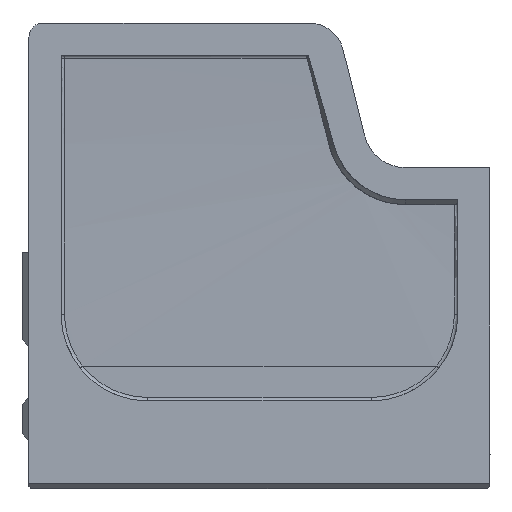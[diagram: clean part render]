
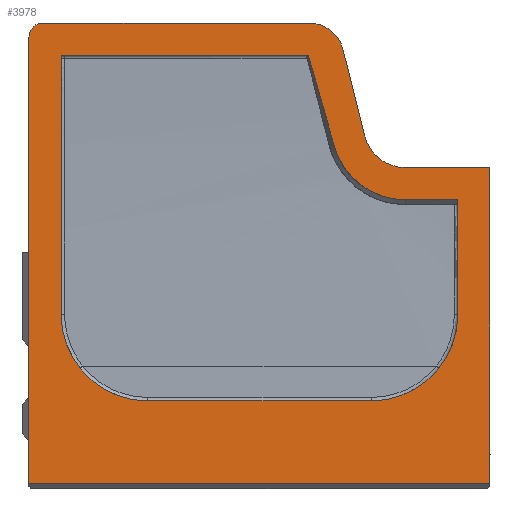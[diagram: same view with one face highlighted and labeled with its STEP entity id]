
A CAD part, front view. The second image highlights one B-rep face of the part: STEP entity #3978.
In plain terms, the highlighted planar face has unit normal (0, -1, 0).
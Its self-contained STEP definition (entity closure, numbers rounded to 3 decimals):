
#54=FACE_BOUND('',#563,.T.);
#148=PLANE('',#4324);
#333=FACE_OUTER_BOUND('',#562,.T.);
#562=EDGE_LOOP('',(#3341,#3342,#3343,#3344,#3345,#3346,#3347,#3348,#3349));
#563=EDGE_LOOP('',(#3350,#3351,#3352,#3353,#3354,#3355,#3356,#3357,#3358,
#3359,#3360,#3361,#3362));
#706=B_SPLINE_CURVE_WITH_KNOTS('',3,(#7245,#7246,#7247,#7248,#7249,#7250),
 .UNSPECIFIED.,.F.,.F.,(4,2,4),(0.,0.603,1.206),
 .UNSPECIFIED.);
#999=LINE('',#7205,#1384);
#1003=LINE('',#7219,#1388);
#1004=LINE('',#7223,#1389);
#1005=LINE('',#7227,#1390);
#1006=LINE('',#7231,#1391);
#1007=LINE('',#7232,#1392);
#1008=LINE('',#7233,#1393);
#1009=LINE('',#7235,#1394);
#1010=LINE('',#7237,#1395);
#1011=LINE('',#7241,#1396);
#1012=LINE('',#7243,#1397);
#1013=LINE('',#7252,#1398);
#1014=LINE('',#7256,#1399);
#1015=LINE('',#7257,#1400);
#1384=VECTOR('',#5240,10.);
#1388=VECTOR('',#5254,10.);
#1389=VECTOR('',#5257,1.);
#1390=VECTOR('',#5260,1.);
#1391=VECTOR('',#5263,10.);
#1392=VECTOR('',#5264,10.);
#1393=VECTOR('',#5265,1.);
#1394=VECTOR('',#5266,1.);
#1395=VECTOR('',#5267,1.);
#1396=VECTOR('',#5270,1.);
#1397=VECTOR('',#5271,1.);
#1398=VECTOR('',#5272,1.);
#1399=VECTOR('',#5275,10.);
#1400=VECTOR('',#5276,10.);
#1562=CIRCLE('',#4299,12.4);
#1571=CIRCLE('',#4312,12.4);
#1580=CIRCLE('',#4325,6.);
#1581=CIRCLE('',#4326,5.);
#1582=CIRCLE('',#4327,2.);
#1583=CIRCLE('',#4328,0.4);
#1584=CIRCLE('',#4329,10.6);
#1869=VERTEX_POINT('',#6644);
#1870=VERTEX_POINT('',#6646);
#1888=VERTEX_POINT('',#7176);
#1889=VERTEX_POINT('',#7177);
#1899=VERTEX_POINT('',#7202);
#1900=VERTEX_POINT('',#7204);
#1905=VERTEX_POINT('',#7218);
#1906=VERTEX_POINT('',#7220);
#1907=VERTEX_POINT('',#7222);
#1908=VERTEX_POINT('',#7224);
#1909=VERTEX_POINT('',#7226);
#1910=VERTEX_POINT('',#7228);
#1911=VERTEX_POINT('',#7230);
#1912=VERTEX_POINT('',#7234);
#1913=VERTEX_POINT('',#7236);
#1914=VERTEX_POINT('',#7238);
#1915=VERTEX_POINT('',#7240);
#1916=VERTEX_POINT('',#7242);
#1917=VERTEX_POINT('',#7244);
#1918=VERTEX_POINT('',#7251);
#1919=VERTEX_POINT('',#7253);
#1920=VERTEX_POINT('',#7255);
#2382=EDGE_CURVE('',#1870,#1869,#1562,.T.);
#2404=EDGE_CURVE('',#1888,#1889,#1571,.T.);
#2418=EDGE_CURVE('',#1900,#1899,#999,.T.);
#2425=EDGE_CURVE('',#1905,#1899,#1003,.T.);
#2426=EDGE_CURVE('',#1905,#1906,#1580,.T.);
#2427=EDGE_CURVE('',#1906,#1907,#1004,.T.);
#2428=EDGE_CURVE('',#1908,#1907,#1581,.T.);
#2429=EDGE_CURVE('',#1908,#1909,#1005,.T.);
#2430=EDGE_CURVE('',#1910,#1909,#1582,.T.);
#2431=EDGE_CURVE('',#1910,#1911,#1006,.T.);
#2432=EDGE_CURVE('',#1911,#1900,#1007,.T.);
#2433=EDGE_CURVE('',#1869,#1889,#1008,.T.);
#2434=EDGE_CURVE('',#1888,#1912,#1009,.T.);
#2435=EDGE_CURVE('',#1913,#1912,#1010,.T.);
#2436=EDGE_CURVE('',#1913,#1914,#1583,.T.);
#2437=EDGE_CURVE('',#1915,#1914,#1011,.T.);
#2438=EDGE_CURVE('',#1915,#1916,#1012,.T.);
#2439=EDGE_CURVE('',#1917,#1916,#706,.T.);
#2440=EDGE_CURVE('',#1918,#1917,#1013,.T.);
#2441=EDGE_CURVE('',#1919,#1918,#1584,.T.);
#2442=EDGE_CURVE('',#1920,#1919,#1014,.T.);
#2443=EDGE_CURVE('',#1870,#1920,#1015,.T.);
#3341=ORIENTED_EDGE('',*,*,#2418,.T.);
#3342=ORIENTED_EDGE('',*,*,#2425,.F.);
#3343=ORIENTED_EDGE('',*,*,#2426,.T.);
#3344=ORIENTED_EDGE('',*,*,#2427,.T.);
#3345=ORIENTED_EDGE('',*,*,#2428,.F.);
#3346=ORIENTED_EDGE('',*,*,#2429,.T.);
#3347=ORIENTED_EDGE('',*,*,#2430,.F.);
#3348=ORIENTED_EDGE('',*,*,#2431,.T.);
#3349=ORIENTED_EDGE('',*,*,#2432,.T.);
#3350=ORIENTED_EDGE('',*,*,#2382,.T.);
#3351=ORIENTED_EDGE('',*,*,#2433,.T.);
#3352=ORIENTED_EDGE('',*,*,#2404,.F.);
#3353=ORIENTED_EDGE('',*,*,#2434,.T.);
#3354=ORIENTED_EDGE('',*,*,#2435,.F.);
#3355=ORIENTED_EDGE('',*,*,#2436,.T.);
#3356=ORIENTED_EDGE('',*,*,#2437,.F.);
#3357=ORIENTED_EDGE('',*,*,#2438,.T.);
#3358=ORIENTED_EDGE('',*,*,#2439,.F.);
#3359=ORIENTED_EDGE('',*,*,#2440,.F.);
#3360=ORIENTED_EDGE('',*,*,#2441,.F.);
#3361=ORIENTED_EDGE('',*,*,#2442,.F.);
#3362=ORIENTED_EDGE('',*,*,#2443,.F.);
#3978=ADVANCED_FACE('',(#333,#54),#148,.F.);
#4299=AXIS2_PLACEMENT_3D('',#6647,#5186,#5187);
#4312=AXIS2_PLACEMENT_3D('',#7178,#5216,#5217);
#4324=AXIS2_PLACEMENT_3D('',#7217,#5252,#5253);
#4325=AXIS2_PLACEMENT_3D('',#7221,#5255,#5256);
#4326=AXIS2_PLACEMENT_3D('',#7225,#5258,#5259);
#4327=AXIS2_PLACEMENT_3D('',#7229,#5261,#5262);
#4328=AXIS2_PLACEMENT_3D('',#7239,#5268,#5269);
#4329=AXIS2_PLACEMENT_3D('',#7254,#5273,#5274);
#5186=DIRECTION('center_axis',(0.,1.,0.));
#5187=DIRECTION('ref_axis',(-1.,0.,0.));
#5216=DIRECTION('center_axis',(0.,-1.,0.));
#5217=DIRECTION('ref_axis',(-1.,0.,0.));
#5240=DIRECTION('',(0.,0.,1.));
#5252=DIRECTION('center_axis',(0.,1.,0.));
#5253=DIRECTION('ref_axis',(0.,0.,
1.));
#5254=DIRECTION('',(1.,0.,0.));
#5255=DIRECTION('center_axis',(0.,1.,0.));
#5256=DIRECTION('ref_axis',(-1.,0.,0.));
#5257=DIRECTION('',(-0.244,0.,0.97));
#5258=DIRECTION('center_axis',(0.,1.,0.));
#5259=DIRECTION('ref_axis',(-1.,0.,0.));
#5260=DIRECTION('',(-1.,0.,0.));
#5261=DIRECTION('center_axis',(0.,1.,0.));
#5262=DIRECTION('ref_axis',(-1.,0.,0.));
#5263=DIRECTION('',(0.,0.,-1.));
#5264=DIRECTION('',(1.,0.,0.));
#5265=DIRECTION('',(-1.,0.,0.));
#5266=DIRECTION('',(0.,0.,1.));
#5267=DIRECTION('',(0.,0.,-1.));
#5268=DIRECTION('center_axis',(0.,1.,0.));
#5269=DIRECTION('ref_axis',(-1.,0.,0.));
#5270=DIRECTION('',(-1.,0.,0.));
#5271=DIRECTION('',(0.28,0.,-0.96));
#5272=DIRECTION('',(-0.244,0.,0.97));
#5273=DIRECTION('center_axis',(0.,1.,0.));
#5274=DIRECTION('ref_axis',(-1.,0.,0.));
#5275=DIRECTION('',(-1.,0.,0.));
#5276=DIRECTION('',(0.,0.,1.));
#6644=CARTESIAN_POINT('',(171.22,-23.167,666.2));
#6646=CARTESIAN_POINT('',(183.62,-23.167,678.6));
#6647=CARTESIAN_POINT('Origin',(171.22,-23.167,678.6));
#7176=CARTESIAN_POINT('',(126.82,-23.167,678.6));
#7177=CARTESIAN_POINT('',(139.22,-23.167,666.2));
#7178=CARTESIAN_POINT('Origin',(139.22,-23.167,678.6));
#7202=CARTESIAN_POINT('',(188.22,-23.167,699.6));
#7204=CARTESIAN_POINT('',(188.22,-23.167,654.4));
#7205=CARTESIAN_POINT('',(188.22,-23.167,685.732));
#7217=CARTESIAN_POINT('Origin',(153.388,-23.167,684.692));
#7218=CARTESIAN_POINT('',(176.107,-23.167,699.6));
#7219=CARTESIAN_POINT('',(170.804,-23.167,699.6));
#7220=CARTESIAN_POINT('',(170.288,-23.167,704.136));
#7221=CARTESIAN_POINT('Origin',(176.107,-23.167,705.6));
#7222=CARTESIAN_POINT('',(167.171,-23.167,716.52));
#7223=CARTESIAN_POINT('',(170.288,-23.167,704.136));
#7224=CARTESIAN_POINT('',(162.322,-23.167,720.3));
#7225=CARTESIAN_POINT('Origin',(162.323,-23.167,715.3));
#7226=CARTESIAN_POINT('',(124.22,-23.167,720.3));
#7227=CARTESIAN_POINT('',(162.322,-23.167,720.3));
#7228=CARTESIAN_POINT('',(122.22,-23.167,718.3));
#7229=CARTESIAN_POINT('Origin',(124.22,-23.167,718.3));
#7230=CARTESIAN_POINT('',(122.22,-23.167,654.4));
#7231=CARTESIAN_POINT('',(122.22,-23.167,669.346));
#7232=CARTESIAN_POINT('',(137.804,-23.167,654.4));
#7233=CARTESIAN_POINT('',(171.22,-23.167,666.2));
#7234=CARTESIAN_POINT('',(126.82,-23.167,695.));
#7235=CARTESIAN_POINT('',(126.82,-23.167,678.6));
#7236=CARTESIAN_POINT('',(126.82,-23.167,715.3));
#7237=CARTESIAN_POINT('',(126.82,-23.167,715.3));
#7238=CARTESIAN_POINT('',(127.22,-23.167,715.7));
#7239=CARTESIAN_POINT('Origin',(127.22,-23.167,715.3));
#7240=CARTESIAN_POINT('',(162.217,-23.167,715.7));
#7241=CARTESIAN_POINT('',(162.322,-23.167,715.7));
#7242=CARTESIAN_POINT('',(162.342,-23.167,715.27));
#7243=CARTESIAN_POINT('',(165.356,-23.167,704.932));
#7244=CARTESIAN_POINT('',(165.659,-23.167,703.68));
#7245=CARTESIAN_POINT('Ctrl Pts',(165.659,-23.167,703.68));
#7246=CARTESIAN_POINT('Ctrl Pts',(165.116,-23.167,705.615));
#7247=CARTESIAN_POINT('Ctrl Pts',(164.568,-23.167,707.548));
#7248=CARTESIAN_POINT('Ctrl Pts',(163.462,-23.167,711.411));
#7249=CARTESIAN_POINT('Ctrl Pts',(162.904,-23.167,713.341));
#7250=CARTESIAN_POINT('Ctrl Pts',(162.342,-23.167,715.27));
#7251=CARTESIAN_POINT('',(165.827,-23.167,703.013));
#7252=CARTESIAN_POINT('',(165.827,-23.167,703.013));
#7253=CARTESIAN_POINT('',(176.107,-23.167,695.));
#7254=CARTESIAN_POINT('Origin',(176.107,-23.167,705.6));
#7255=CARTESIAN_POINT('',(183.62,-23.167,695.));
#7256=CARTESIAN_POINT('',(168.504,-23.167,695.));
#7257=CARTESIAN_POINT('',(183.62,-23.167,689.846));
